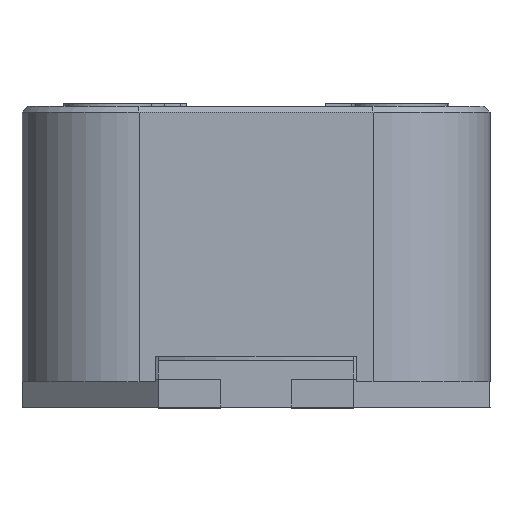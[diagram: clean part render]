
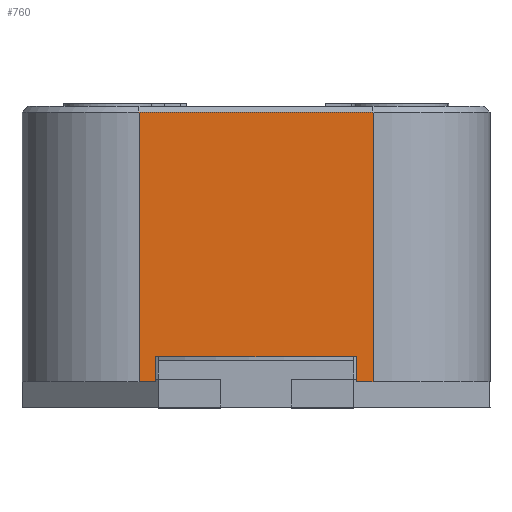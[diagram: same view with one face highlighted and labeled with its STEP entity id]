
A CAD part, front view. The second image highlights one B-rep face of the part: STEP entity #760.
In plain terms, the highlighted free-form (B-spline) face has degree [1, 1] with [2, 2] control points.
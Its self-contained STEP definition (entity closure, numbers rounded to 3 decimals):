
#224=CARTESIAN_POINT('',(3.,-6.,7.57));
#225=VERTEX_POINT('',#224);
#234=CARTESIAN_POINT('',(3.,-6.,0.65));
#235=VERTEX_POINT('',#234);
#236=CARTESIAN_POINT('',(3.,-6.,0.65));
#237=CARTESIAN_POINT('',(3.,-6.,7.57));
#238=B_SPLINE_CURVE_WITH_KNOTS('',1,(#236,#237),.POLYLINE_FORM.,.F.,.U.,(2,2),(0.,0.979),.UNSPECIFIED.);
#239=EDGE_CURVE('',#235,#225,#238,.T.);
#346=CARTESIAN_POINT('',(-3.,-6.,7.57));
#347=VERTEX_POINT('',#346);
#361=CARTESIAN_POINT('',(-3.,-6.,0.65));
#362=VERTEX_POINT('',#361);
#369=CARTESIAN_POINT('',(-3.,-6.,0.65));
#370=CARTESIAN_POINT('',(-3.,-6.,7.57));
#371=B_SPLINE_CURVE_WITH_KNOTS('',1,(#369,#370),.POLYLINE_FORM.,.F.,.U.,(2,2),(0.,0.979),.UNSPECIFIED.);
#372=EDGE_CURVE('',#362,#347,#371,.T.);
#530=CARTESIAN_POINT('',(-2.575,-6.,0.65));
#531=VERTEX_POINT('',#530);
#532=CARTESIAN_POINT('',(-3.,-6.,0.65));
#533=CARTESIAN_POINT('',(-2.575,-6.,0.65));
#534=B_SPLINE_CURVE_WITH_KNOTS('',1,(#532,#533),.POLYLINE_FORM.,.F.,.U.,(2,2),(0.,0.071),.UNSPECIFIED.);
#535=EDGE_CURVE('',#362,#531,#534,.T.);
#610=CARTESIAN_POINT('',(2.575,-6.,0.65));
#611=VERTEX_POINT('',#610);
#617=CARTESIAN_POINT('',(2.575,-6.,0.65));
#618=CARTESIAN_POINT('',(3.,-6.,0.65));
#619=B_SPLINE_CURVE_WITH_KNOTS('',1,(#617,#618),.POLYLINE_FORM.,.F.,.U.,(2,2),(0.929,1.),.UNSPECIFIED.);
#620=EDGE_CURVE('',#611,#235,#619,.T.);
#725=CARTESIAN_POINT('',(-3.,-6.,0.65));
#726=CARTESIAN_POINT('',(-3.,-6.,7.72));
#727=CARTESIAN_POINT('',(3.,-6.,0.65));
#728=CARTESIAN_POINT('',(3.,-6.,7.72));
#729=B_SPLINE_SURFACE_WITH_KNOTS('',1,1,((#725,#726),(#727,#728)),.PLANE_SURF.,.F.,.F.,.U.,(2,2),(2,2),(0.,1.),(0.,1.),.UNSPECIFIED.);
#730=CARTESIAN_POINT('',(-3.,-6.,7.57));
#731=CARTESIAN_POINT('',(3.,-6.,7.57));
#732=B_SPLINE_CURVE_WITH_KNOTS('',1,(#730,#731),.POLYLINE_FORM.,.F.,.U.,(2,2),(0.,1.),.UNSPECIFIED.);
#733=EDGE_CURVE('',#347,#225,#732,.T.);
#734=ORIENTED_EDGE('',*,*,#733,.F.);
#735=ORIENTED_EDGE('',*,*,#372,.F.);
#736=ORIENTED_EDGE('',*,*,#535,.T.);
#737=CARTESIAN_POINT('',(-2.575,-6.,1.3));
#738=VERTEX_POINT('',#737);
#739=CARTESIAN_POINT('',(-2.575,-6.,1.3));
#740=CARTESIAN_POINT('',(-2.575,-6.,0.65));
#741=B_SPLINE_CURVE_WITH_KNOTS('',1,(#739,#740),.POLYLINE_FORM.,.F.,.U.,(2,2),(0.072,0.152),.UNSPECIFIED.);
#742=EDGE_CURVE('',#738,#531,#741,.T.);
#743=ORIENTED_EDGE('',*,*,#742,.F.);
#744=CARTESIAN_POINT('',(2.575,-6.,1.3));
#745=VERTEX_POINT('',#744);
#746=CARTESIAN_POINT('',(2.575,-6.,1.3));
#747=CARTESIAN_POINT('',(-2.575,-6.,1.3));
#748=B_SPLINE_CURVE_WITH_KNOTS('',1,(#746,#747),.POLYLINE_FORM.,.F.,.U.,(2,2),(0.157,0.843),.UNSPECIFIED.);
#749=EDGE_CURVE('',#745,#738,#748,.T.);
#750=ORIENTED_EDGE('',*,*,#749,.F.);
#751=CARTESIAN_POINT('',(2.575,-6.,0.65));
#752=CARTESIAN_POINT('',(2.575,-6.,1.3));
#753=B_SPLINE_CURVE_WITH_KNOTS('',1,(#751,#752),.POLYLINE_FORM.,.F.,.U.,(2,2),(0.848,0.928),.UNSPECIFIED.);
#754=EDGE_CURVE('',#611,#745,#753,.T.);
#755=ORIENTED_EDGE('',*,*,#754,.F.);
#756=ORIENTED_EDGE('',*,*,#620,.T.);
#757=ORIENTED_EDGE('',*,*,#239,.T.);
#758=EDGE_LOOP('',(#734,#735,#736,#743,#750,#755,#756,#757));
#759=FACE_OUTER_BOUND('',#758,.T.);
#760=ADVANCED_FACE('',(#759),#729,.T.);
